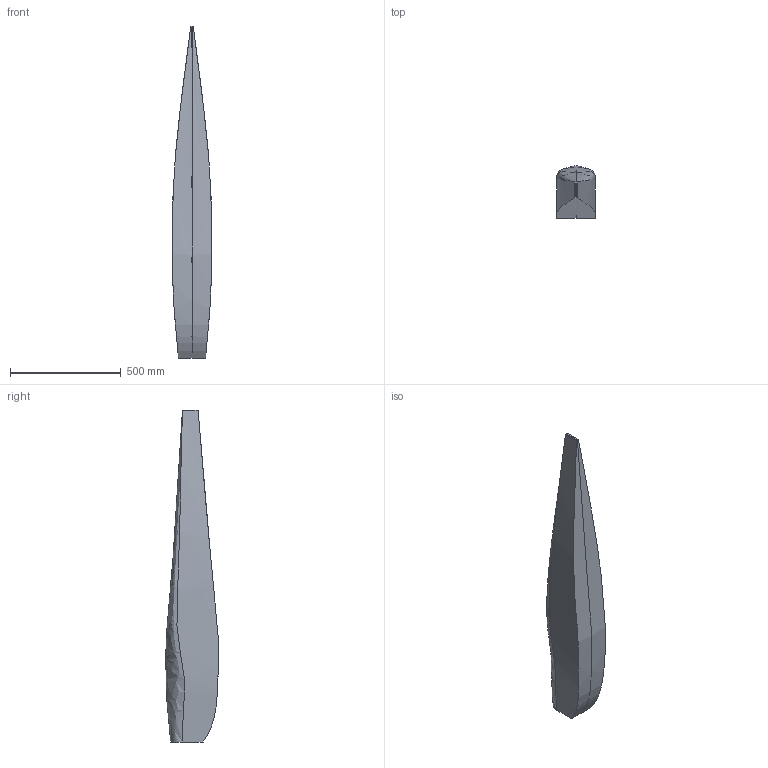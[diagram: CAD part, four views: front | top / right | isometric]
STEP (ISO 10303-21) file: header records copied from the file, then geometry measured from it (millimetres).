
FILE_DESCRIPTION (( 'STEP AP214' ), '1' );
FILE_NAME ('Fuselage.STEP', '2019-07-21T16:57:19', ( '' ), ( '' ), 'SwSTEP 2.0', 'SolidWorks 2018', '' );
FILE_SCHEMA (( 'AUTOMOTIVE_DESIGN' ));
Length unit declared in the file: millimetre
Products named in the file (1): Fuselage
Bounding box: 174.92 x 238.04 x 1500.26 mm (x, y, z)
Volume: 4970692.3 mm3; surface area: 1696835.7 mm2
Topology: 2 solids, 2 shells, 34 faces, 68 edges, 38 vertices
Faces by surface type: bspline 28, plane 6
Entity records: 17182 total; most frequent: CARTESIAN_POINT 16664, ORIENTED_EDGE 136, EDGE_CURVE 68, B_SPLINE_CURVE_WITH_KNOTS 68, VERTEX_POINT 38, EDGE_LOOP 34, ADVANCED_FACE 34, FACE_OUTER_BOUND 34
